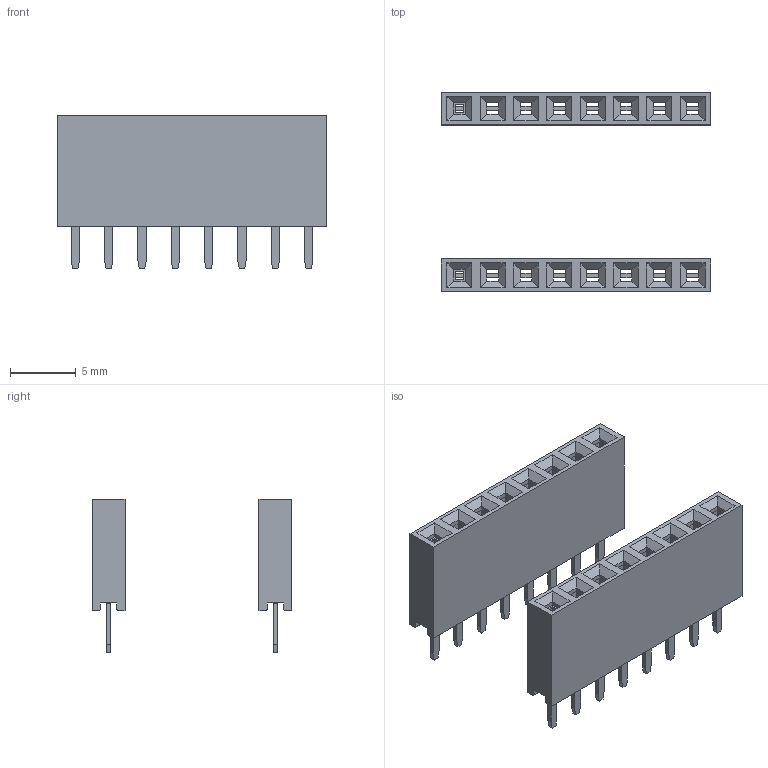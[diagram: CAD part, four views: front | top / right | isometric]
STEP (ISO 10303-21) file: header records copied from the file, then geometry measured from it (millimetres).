
FILE_DESCRIPTION(('FreeCAD Model'),'2;1');
FILE_NAME('female_header_a-bl254-eg-g08d001_sp.step','2018-04-09T21:38:09',( 'kicad StepUp'),('ksu MCAD'),'Open CASCADE STEP processor 6.8', 'FreeCAD','Unknown');
FILE_SCHEMA(('AUTOMOTIVE_DESIGN_CC2 { 1 2 10303 214 -1 1 5 4 }'));
Length unit declared in the file: millimetre
Products named in the file (2): ASSEMBLY; female_header_a-bl254-eg-g08d001_sp
Assembly tree (1 placements, depth 2):
  ASSEMBLY
    female_header_a-bl254-eg-g08d001_sp
Bounding box: 20.57 x 15.21 x 11.7 mm (x, y, z)
Volume: 382.5 mm3; surface area: 2169.1 mm2
Topology: 2 solids, 2 shells, 580 faces, 1764 edges, 1176 vertices
Faces by surface type: plane 512, cylinder 68
Entity records: 23682 total; most frequent: ORIENTED_EDGE 3528, CARTESIAN_POINT 3522, DIRECTION 3064, EDGE_CURVE 1764, LINE 1628, VECTOR 1628, VERTEX_POINT 1176, AXIS2_PLACEMENT_3D 718
